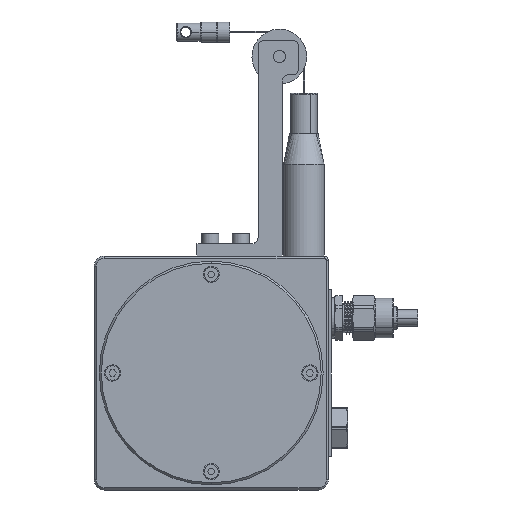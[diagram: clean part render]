
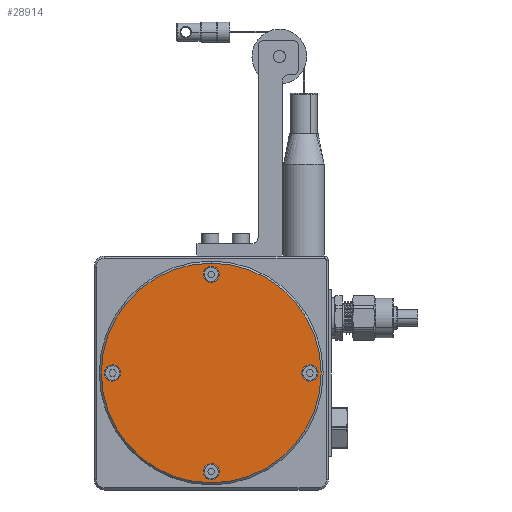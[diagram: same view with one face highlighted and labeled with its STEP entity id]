
A CAD part, front view. The second image highlights one B-rep face of the part: STEP entity #28914.
In plain terms, the highlighted planar face has unit normal (0, -1, 0).
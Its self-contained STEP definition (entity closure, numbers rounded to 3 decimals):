
#28467=CARTESIAN_POINT('Axis2P3D Location',(0.,0.,48.5)) ;
#28471=CARTESIAN_POINT('Vertex',(3.51,0.,46.582)) ;
#28473=CARTESIAN_POINT('Vertex',(-3.51,0.,50.418)) ;
#28493=CARTESIAN_POINT('Axis2P3D Location',(0.,0.,48.5)) ;
#28547=CARTESIAN_POINT('Axis2P3D Location',(48.5,0.,0.)) ;
#28551=CARTESIAN_POINT('Vertex',(50.418,0.,3.51)) ;
#28553=CARTESIAN_POINT('Vertex',(46.582,0.,-3.51)) ;
#28573=CARTESIAN_POINT('Axis2P3D Location',(48.5,0.,0.)) ;
#28656=CARTESIAN_POINT('Axis2P3D Location',(0.,0.,-48.5)) ;
#28660=CARTESIAN_POINT('Vertex',(3.51,0.,-50.418)) ;
#28662=CARTESIAN_POINT('Vertex',(-3.51,0.,-46.582)) ;
#28682=CARTESIAN_POINT('Axis2P3D Location',(0.,0.,-48.5)) ;
#28765=CARTESIAN_POINT('Axis2P3D Location',(-48.5,0.,0.)) ;
#28769=CARTESIAN_POINT('Vertex',(-50.418,0.,-3.51)) ;
#28771=CARTESIAN_POINT('Vertex',(-46.582,0.,3.51)) ;
#28791=CARTESIAN_POINT('Axis2P3D Location',(-48.5,0.,0.)) ;
#28875=CARTESIAN_POINT('Axis2P3D Location',(0.,0.,0.)) ;
#28880=CARTESIAN_POINT('Axis2P3D Location',(0.,0.,0.)) ;
#28884=CARTESIAN_POINT('Vertex',(0.,0.,54.)) ;
#28886=CARTESIAN_POINT('Vertex',(0.,0.,-54.)) ;
#28889=CARTESIAN_POINT('Axis2P3D Location',(0.,0.,0.)) ;
#28468=DIRECTION('Axis2P3D Direction',(-0.,1.,0.)) ;
#28494=DIRECTION('Axis2P3D Direction',(-0.,1.,0.)) ;
#28548=DIRECTION('Axis2P3D Direction',(0.,1.,0.)) ;
#28574=DIRECTION('Axis2P3D Direction',(0.,1.,0.)) ;
#28657=DIRECTION('Axis2P3D Direction',(0.,1.,0.)) ;
#28683=DIRECTION('Axis2P3D Direction',(0.,1.,0.)) ;
#28766=DIRECTION('Axis2P3D Direction',(0.,1.,-0.)) ;
#28792=DIRECTION('Axis2P3D Direction',(0.,1.,-0.)) ;
#28876=DIRECTION('Axis2P3D Direction',(0.,1.,0.)) ;
#28877=DIRECTION('Axis2P3D XDirection',(0.,0.,1.)) ;
#28881=DIRECTION('Axis2P3D Direction',(0.,1.,0.)) ;
#28890=DIRECTION('Axis2P3D Direction',(0.,1.,0.)) ;
#28469=AXIS2_PLACEMENT_3D('Circle Axis2P3D',#28467,#28468,$) ;
#28495=AXIS2_PLACEMENT_3D('Circle Axis2P3D',#28493,#28494,$) ;
#28549=AXIS2_PLACEMENT_3D('Circle Axis2P3D',#28547,#28548,$) ;
#28575=AXIS2_PLACEMENT_3D('Circle Axis2P3D',#28573,#28574,$) ;
#28658=AXIS2_PLACEMENT_3D('Circle Axis2P3D',#28656,#28657,$) ;
#28684=AXIS2_PLACEMENT_3D('Circle Axis2P3D',#28682,#28683,$) ;
#28767=AXIS2_PLACEMENT_3D('Circle Axis2P3D',#28765,#28766,$) ;
#28793=AXIS2_PLACEMENT_3D('Circle Axis2P3D',#28791,#28792,$) ;
#28878=AXIS2_PLACEMENT_3D('Plane Axis2P3D',#28875,#28876,#28877) ;
#28882=AXIS2_PLACEMENT_3D('Circle Axis2P3D',#28880,#28881,$) ;
#28891=AXIS2_PLACEMENT_3D('Circle Axis2P3D',#28889,#28890,$) ;
#28895=ORIENTED_EDGE('',*,*,#28888,.F.) ;
#28896=ORIENTED_EDGE('',*,*,#28893,.F.) ;
#28899=ORIENTED_EDGE('',*,*,#28497,.T.) ;
#28900=ORIENTED_EDGE('',*,*,#28475,.T.) ;
#28903=ORIENTED_EDGE('',*,*,#28577,.T.) ;
#28904=ORIENTED_EDGE('',*,*,#28555,.T.) ;
#28907=ORIENTED_EDGE('',*,*,#28686,.T.) ;
#28908=ORIENTED_EDGE('',*,*,#28664,.T.) ;
#28911=ORIENTED_EDGE('',*,*,#28795,.T.) ;
#28912=ORIENTED_EDGE('',*,*,#28773,.T.) ;
#28901=FACE_BOUND('',#28898,.T.) ;
#28905=FACE_BOUND('',#28902,.T.) ;
#28909=FACE_BOUND('',#28906,.T.) ;
#28913=FACE_BOUND('',#28910,.T.) ;
#28914=ADVANCED_FACE('\X2\96F64EF651E04F554F53\X0\',(#28897,#28901,#28905,#28909,#28913),#28879,.F.) ;
#28470=CIRCLE('generated circle',#28469,4.) ;
#28496=CIRCLE('generated circle',#28495,4.) ;
#28550=CIRCLE('generated circle',#28549,4.) ;
#28576=CIRCLE('generated circle',#28575,4.) ;
#28659=CIRCLE('generated circle',#28658,4.) ;
#28685=CIRCLE('generated circle',#28684,4.) ;
#28768=CIRCLE('generated circle',#28767,4.) ;
#28794=CIRCLE('generated circle',#28793,4.) ;
#28883=CIRCLE('generated circle',#28882,54.) ;
#28892=CIRCLE('generated circle',#28891,54.) ;
#28475=EDGE_CURVE('',#28472,#28474,#28470,.T.) ;
#28497=EDGE_CURVE('',#28474,#28472,#28496,.T.) ;
#28555=EDGE_CURVE('',#28552,#28554,#28550,.T.) ;
#28577=EDGE_CURVE('',#28554,#28552,#28576,.T.) ;
#28664=EDGE_CURVE('',#28661,#28663,#28659,.T.) ;
#28686=EDGE_CURVE('',#28663,#28661,#28685,.T.) ;
#28773=EDGE_CURVE('',#28770,#28772,#28768,.T.) ;
#28795=EDGE_CURVE('',#28772,#28770,#28794,.T.) ;
#28888=EDGE_CURVE('',#28885,#28887,#28883,.T.) ;
#28893=EDGE_CURVE('',#28887,#28885,#28892,.T.) ;
#28894=EDGE_LOOP('',(#28895,#28896)) ;
#28898=EDGE_LOOP('',(#28899,#28900)) ;
#28902=EDGE_LOOP('',(#28903,#28904)) ;
#28906=EDGE_LOOP('',(#28907,#28908)) ;
#28910=EDGE_LOOP('',(#28911,#28912)) ;
#28897=FACE_OUTER_BOUND('',#28894,.T.) ;
#28879=PLANE('',#28878) ;
#28472=VERTEX_POINT('',#28471) ;
#28474=VERTEX_POINT('',#28473) ;
#28552=VERTEX_POINT('',#28551) ;
#28554=VERTEX_POINT('',#28553) ;
#28661=VERTEX_POINT('',#28660) ;
#28663=VERTEX_POINT('',#28662) ;
#28770=VERTEX_POINT('',#28769) ;
#28772=VERTEX_POINT('',#28771) ;
#28885=VERTEX_POINT('',#28884) ;
#28887=VERTEX_POINT('',#28886) ;
